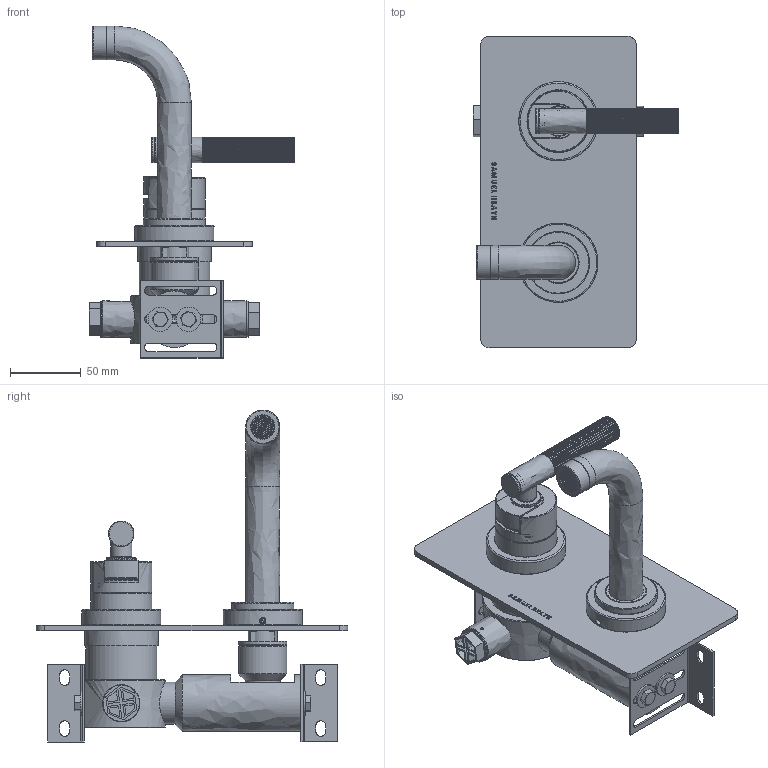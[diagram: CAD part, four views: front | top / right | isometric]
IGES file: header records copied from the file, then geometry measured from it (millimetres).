
Global section: file name: V7KA20S-1LL-LH; native system: Autodesk Inventor 2020; preprocessor: unknown; author: rclarke; date: 20230106.133752; units: millimetre
Bounding box: 145.1 x 220 x 234.65 mm (x, y, z)
Volume: 511568.8 mm3; surface area: 269887.7 mm2
Topology: 64 solids, 65 shells, 3272 faces, 8645 edges, 5691 vertices
Faces by surface type: bspline 3272
